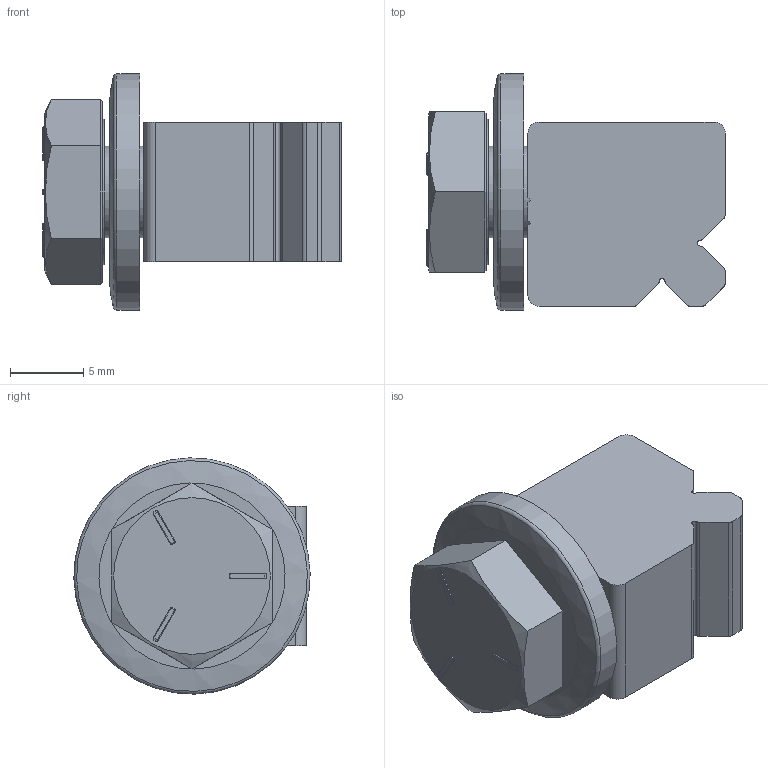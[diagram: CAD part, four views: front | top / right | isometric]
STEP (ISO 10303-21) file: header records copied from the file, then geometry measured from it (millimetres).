
FILE_DESCRIPTION(('FreeCAD Model'),'2;1');
FILE_NAME('Open CASCADE Shape Model','2024-07-26T09:22:15',('Author'),( ''),'Open CASCADE STEP processor 7.5','FreeCAD','Unknown');
FILE_SCHEMA(('AUTOMOTIVE_DESIGN { 1 0 10303 214 1 1 1 1 }'));
Length unit declared in the file: millimetre
Products named in the file (4): B4A_PCB_45_RLM; B4A-PCB-45; 25NWSA0T; 25F37HCS5T
Assembly tree (3 placements, depth 2):
  B4A_PCB_45_RLM
    B4A-PCB-45
    25NWSA0T
    25F37HCS5T
Bounding box: 20.37 x 16.12 x 16.12 mm (x, y, z)
Volume: 2333.7 mm3; surface area: 1977.3 mm2
Topology: 3 solids, 3 shells, 126 faces, 307 edges, 191 vertices
Faces by surface type: plane 57, cylinder 44, torus 14, cone 6, bspline 5
Full cylindrical faces by diameter (mm): 5.359 x1, 6.223 x1, 7.493 x1, 9.906 x1, 16.129 x1
Entity records: 3997 total; most frequent: CARTESIAN_POINT 959, DIRECTION 629, ORIENTED_EDGE 612, EDGE_CURVE 306, AXIS2_PLACEMENT_3D 237, VERTEX_POINT 191, LINE 155, VECTOR 155
